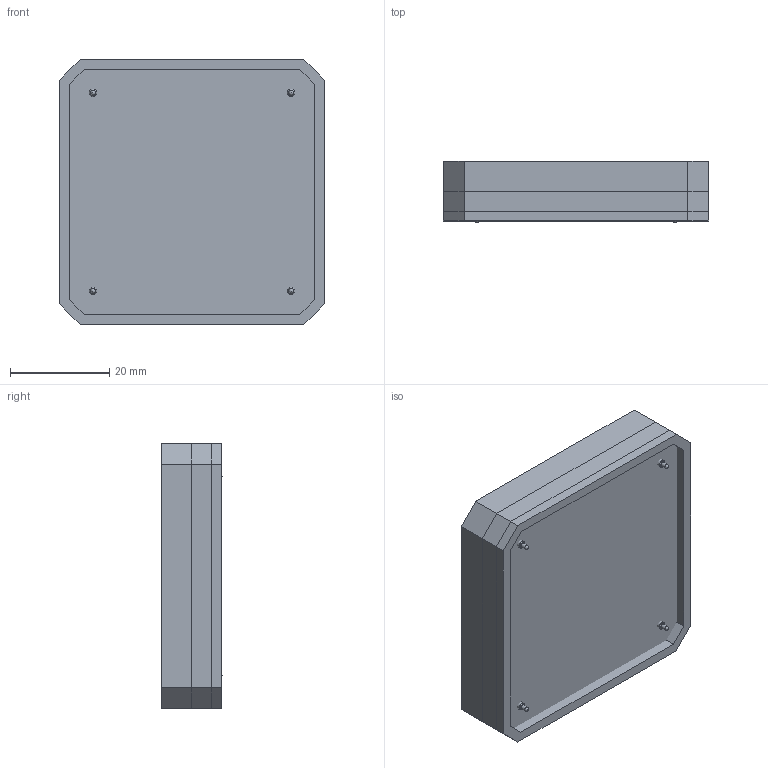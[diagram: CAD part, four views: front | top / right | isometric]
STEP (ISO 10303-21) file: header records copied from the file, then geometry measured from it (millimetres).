
FILE_DESCRIPTION(/* description */ (''),/* implementation_level */ '2;1');
FILE_NAME(/* name */ 'bef131c0-77a2-4776-b0bb-b2ea5abb21d7.stp',/* time_stamp */ '2021-06-25T19:56:32+00:00',/* author */ (''),/* organization */ (''),/* preprocessor_version */ 'ST-DEVELOPER v18.1',/* originating_system */ 'Autodesk Translation Framework v10.9.0.1377',/* authorisation */ '');
FILE_SCHEMA (('AUTOMOTIVE_DESIGN { 1 0 10303 214 3 1 1 }'));
Length unit declared in the file: millimetre
Products named in the file (3): Charging Pad; ChargingBay; p70-1010045
Assembly tree (5 placements, depth 2):
  Charging Pad
    ChargingBay
    p70-1010045  x4
Bounding box: 53.4 x 12.25 x 53.4 mm (x, y, z)
Volume: 16031 mm3; surface area: 12077.6 mm2
Topology: 6 solids, 6 shells, 76 faces, 156 edges, 100 vertices
Faces by surface type: plane 44, cylinder 16, cone 8, torus 4, sphere 4
Full cylindrical faces by diameter (mm): 0.9 x4, 1.5 x8, 2 x4
Entity records: 1276 total; most frequent: DIRECTION 202, CARTESIAN_POINT 201, ORIENTED_EDGE 184, EDGE_CURVE 92, LINE 78, VECTOR 78, AXIS2_PLACEMENT_3D 62, VERTEX_POINT 61
